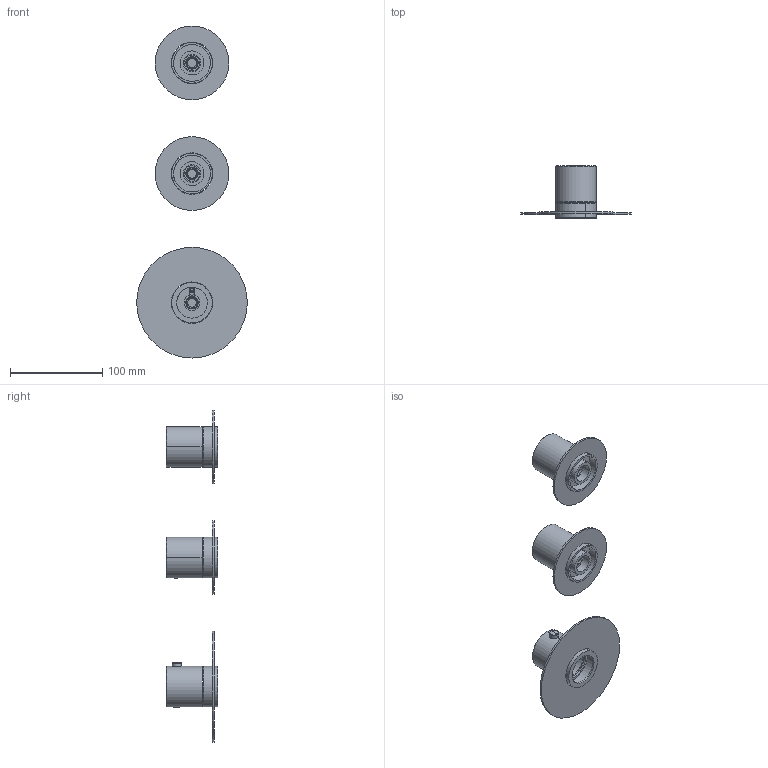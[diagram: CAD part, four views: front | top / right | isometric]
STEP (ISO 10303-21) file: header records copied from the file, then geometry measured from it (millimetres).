
FILE_DESCRIPTION(('CATIA V5 STEP Exchange','CAx-IF Rec.Pracs.--- Model Styling and Organization---1.5--- 2016-08-15','CAx-IF Rec.Pracs.---Supplemental Geometry---1.0---2011-11-01','CAx-IF Rec.Pracs.--- Composite Materials ---3.4---2017-06-13','CAx-IF Rec.Pracs.---Tessellated 3D Geometry---1.0---2015-12-17'),'2;1');
FILE_NAME('X3 00V20.stp','2022-09-16T06:15:39+00:00',('none'),('none'),'CATIA Version 5-6 Release 2020 SP2','CATIA V5 STEP AP242 v2','none');
FILE_SCHEMA(('AP242_MANAGED_MODEL_BASED_3D_ENGINEERING_MIM_LF {1 0 10303 442 1 1 4}'));
Length unit declared in the file: millimetre
Products named in the file (7): X3 00V20; 3 vert; PR9C215; P47275; P50533; P47571; P47572
Assembly tree (9 placements, depth 3):
  X3 00V20
    3 vert
    PR9C215
      P47275
    P50533  x3
    P47571  x2
    P47572
Bounding box: 120 x 56.25 x 360 mm (x, y, z)
Volume: 164178.1 mm3; surface area: 94121.9 mm2
Topology: 13 solids, 13 shells, 1027 faces, 2616 edges, 1635 vertices
Faces by surface type: plane 359, extrusion 298, cone 178, cylinder 126, bspline 30, torus 28, sphere 8
Entity records: 23308 total; most frequent: CARTESIAN_POINT 8230, ORIENTED_EDGE 3444, DIRECTION 1874, EDGE_CURVE 1722, VERTEX_POINT 1079, VECTOR 920, B_SPLINE_CURVE_WITH_KNOTS 900, LINE 722
